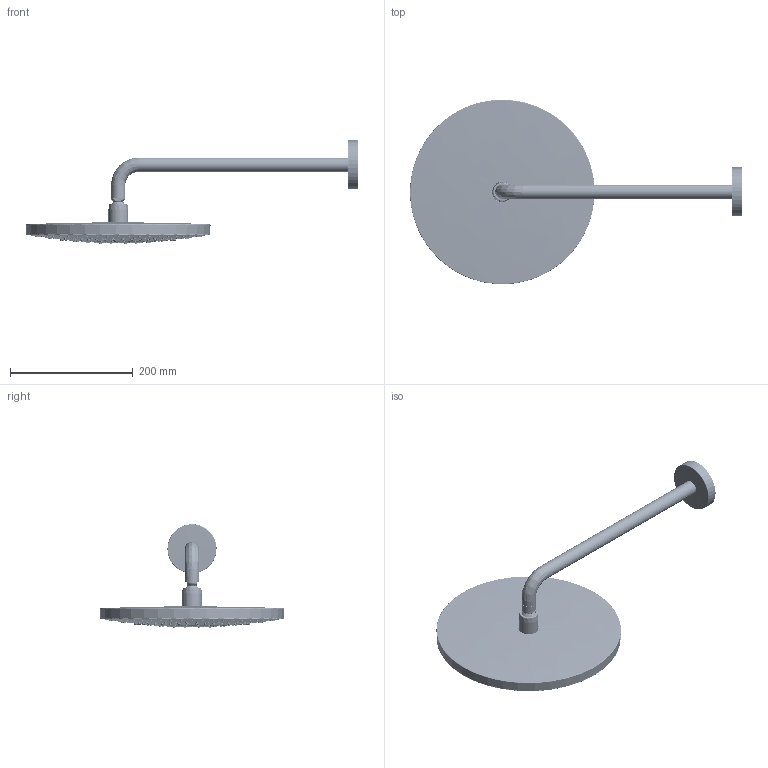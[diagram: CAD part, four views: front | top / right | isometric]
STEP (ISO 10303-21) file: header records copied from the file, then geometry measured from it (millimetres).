
FILE_DESCRIPTION(('CAx-IF Rec.Pracs.---Model Styling and Organization---1.2---2011-12-15','CAx-IF Rec.Pracs.---Geometric and Assembly Validation Properties---4.1---2014-06-16','CAx-IF Rec.Pracs.---PMI Polyline Presentation---2.0---2013-05-24'),'2;1');
FILE_NAME('1000096044_PPR_000.stp','2019-06-05T06:51:36+02:00',(''),(''),'STEP Interface 4.1 by CT CoreTechnologie','3D_Evolution4.1 by CT CoreTechnologie','');
FILE_SCHEMA(('AP203_CONFIGURATION_CONTROLLED_3D_DESIGN_OF_MECHANICAL_PARTS_AND_ASSEMBLIES_MIM_LF'));
Length unit declared in the file: millimetre
Products named in the file (14): P_2 KB RD Select 300 rund 2jet Wand 1000096044_PPR_000_A2; P_2 Rosette (R01) 1000089361_PPA_000_A1; P_2 Brausebogen 90° 415lg. +Sicherungsfa 1000086187_PPR_000_A1; P_2 Brausebogen 90° 415lg. 1000086188_PPA_000_A1; P_2 Serviceeinheit Selecta KB V9 Gewinde 1000086190_PPR_000_A0; P_2 Taste KB Selecta mit 6kt V9 1000086192_PPA_000_A0; P_2 Klemmring KB Selecta V9 1000086193_PPA_000_A0; P_2 Mantel_KB_Selecta_Select_300_rund 1000096037_PPA_000_A0; Abdeckung_KB_Selecta_Select_300_rund 1000065726_PPA_000_A4; P_2 Überwurfm_Sprengring_G1_2(R02)L=35) 1000096071_PPR_000_A0; P_2 Gelenkkugel D7 KB 180 1000085604_PPA_000_A0; P_2 Ueberwurfm KB_mit_SprengringV1(L=35) 1000096068_PPA_000_A0; P_2 Kartusche_Selecta_300_rd_2jet_EU_V1 1000096038_PPR_000_A0; P_2 Strahleinsatz_KB_Selecta_300_EU_rdV1 1000096039_PPA_000_A0
Assembly tree (13 placements, depth 3):
  P_2 KB RD Select 300 rund 2jet Wand 1000096044_PPR_000_A2
    P_2 Rosette (R01) 1000089361_PPA_000_A1
    P_2 Brausebogen 90° 415lg. +Sicherungsfa 1000086187_PPR_000_A1
      P_2 Brausebogen 90° 415lg. 1000086188_PPA_000_A1
    P_2 Serviceeinheit Selecta KB V9 Gewinde 1000086190_PPR_000_A0
      P_2 Taste KB Selecta mit 6kt V9 1000086192_PPA_000_A0
      P_2 Klemmring KB Selecta V9 1000086193_PPA_000_A0
    P_2 Mantel_KB_Selecta_Select_300_rund 1000096037_PPA_000_A0
    Abdeckung_KB_Selecta_Select_300_rund 1000065726_PPA_000_A4
    P_2 Überwurfm_Sprengring_G1_2(R02)L=35) 1000096071_PPR_000_A0
      P_2 Gelenkkugel D7 KB 180 1000085604_PPA_000_A0
      P_2 Ueberwurfm KB_mit_SprengringV1(L=35) 1000096068_PPA_000_A0
    P_2 Kartusche_Selecta_300_rd_2jet_EU_V1 1000096038_PPR_000_A0
      P_2 Strahleinsatz_KB_Selecta_300_EU_rdV1 1000096039_PPA_000_A0
Bounding box: 540.09 x 300.17 x 168.52 mm (x, y, z)
Volume: 623252.7 mm3; surface area: 374930.7 mm2
Topology: 184 solids, 184 shells, 3877 faces, 9798 edges, 6432 vertices
Faces by surface type: bspline 2226, cylinder 863, plane 788
Entity records: 243578 total; most frequent: CARTESIAN_POINT 112821, ORIENTED_EDGE 19568, DIRECTION 17172, EDGE_CURVE 9784, AXIS2_PLACEMENT_3D 7034, VERTEX_POINT 6432, CIRCLE 5369, EDGE_LOOP 4746
